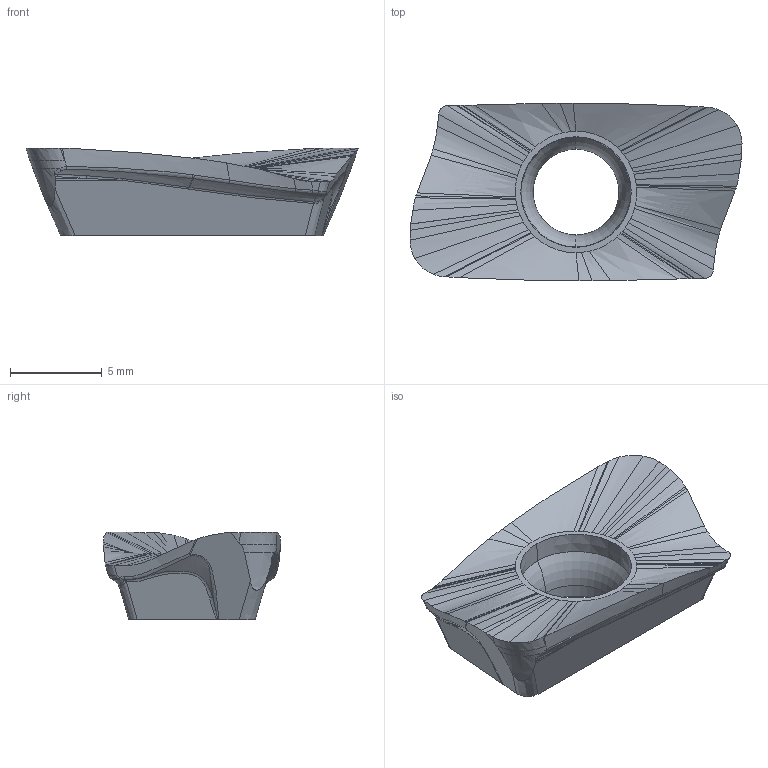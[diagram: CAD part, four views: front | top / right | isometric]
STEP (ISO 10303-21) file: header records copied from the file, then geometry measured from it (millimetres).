
FILE_DESCRIPTION(/* description */ (''),/* implementation_level */ '2;1');
FILE_NAME(/* name */ 'AOMT184820PEER-M.stp',/* time_stamp */ '2021-09-07T08:29:17+09:00',/* author */ (''),/* organization */ (''),/* preprocessor_version */ 'ST-DEVELOPER v16',/* originating_system */ 'SIEMENS PLM Software NX 10.0',/* authorisation */ '');
FILE_SCHEMA (('AUTOMOTIVE_DESIGN { 1 0 10303 214 3 1 1 1 }'));
Length unit declared in the file: millimetre
Products named in the file (1): AOMT184820PEER-M
Bounding box: 18.14 x 9.7 x 4.8 mm (x, y, z)
Volume: 392.4 mm3; surface area: 476.9 mm2
Topology: 1 solids, 1 shells, 166 faces, 482 edges, 372 vertices
Faces by surface type: bspline 136, plane 14, cylinder 6, cone 4, extrusion 4, torus 2
Entity records: 19187 total; most frequent: CARTESIAN_POINT 15964, ORIENTED_EDGE 860, EDGE_CURVE 430, B_SPLINE_CURVE_WITH_KNOTS 371, VERTEX_POINT 266, DIRECTION 185, EDGE_LOOP 168, ADVANCED_FACE 166
